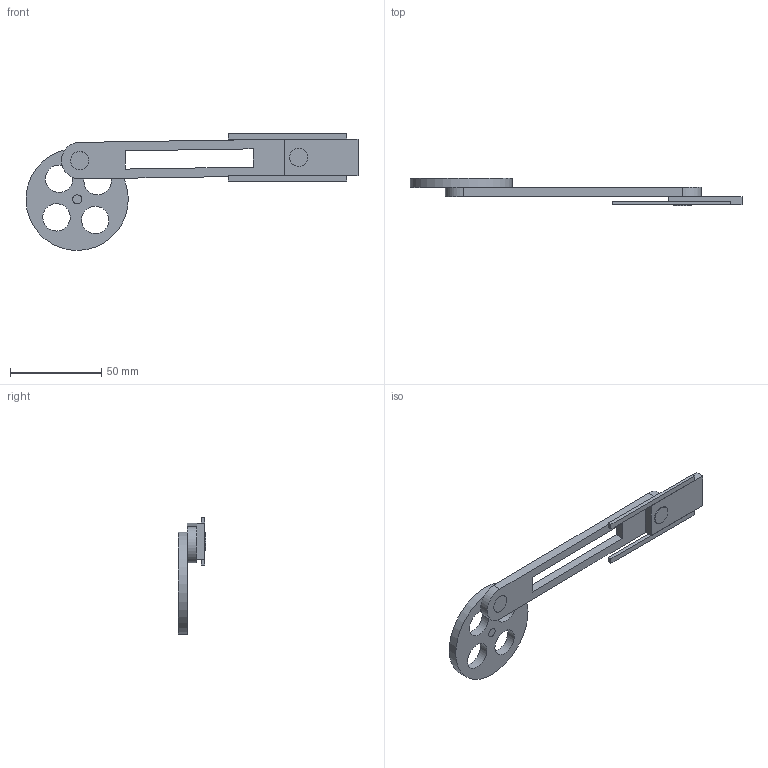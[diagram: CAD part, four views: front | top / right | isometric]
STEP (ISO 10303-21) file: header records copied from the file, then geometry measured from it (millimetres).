
FILE_DESCRIPTION(/* description */ ('STEP AP214'),/* implementation_level */ '2;1');
FILE_NAME(/* name */ '635adccc2bafa22e2674ffe2',/* time_stamp */ '2022-10-27T19:32:28+00:00',/* author */ (''),/* organization */ (''),/* preprocessor_version */ 'ST-DEVELOPER v18.102',/* originating_system */ ' ',/* authorisation */ ' ');
FILE_SCHEMA (('AUTOMOTIVE_DESIGN {1 0 10303 214 3 1 1}'));
Length unit declared in the file: metre
Products named in the file (6): Master Assembly; Guide Block; Slider; Motor Pin; Crank Shaft and Motor Connector; Connecting Rod
Assembly tree (6 placements, depth 2):
  Master Assembly
    Guide Block  x2
    Slider
    Motor Pin
    Crank Shaft and Motor Connector
    Connecting Rod
Bounding box: 181.78 x 15 x 64.02 mm (x, y, z)
Volume: 23202.1 mm3; surface area: 15541.5 mm2
Topology: 6 solids, 6 shells, 45 faces, 93 edges, 62 vertices
Faces by surface type: plane 32, cylinder 13
Full cylindrical faces by diameter (mm): 5 x2, 10 x4, 15 x4, 56 x1
Entity records: 1183 total; most frequent: DIRECTION 188, CARTESIAN_POINT 170, ORIENTED_EDGE 140, AXIS2_PLACEMENT_3D 72, EDGE_CURVE 70, EDGE_LOOP 68, FACE_BOUND 68, VERTEX_POINT 54
